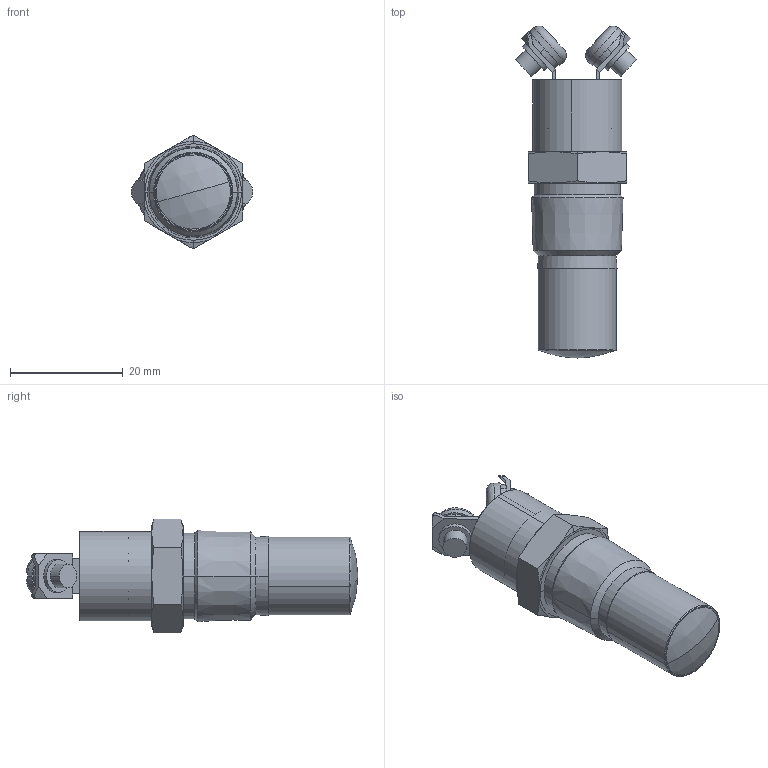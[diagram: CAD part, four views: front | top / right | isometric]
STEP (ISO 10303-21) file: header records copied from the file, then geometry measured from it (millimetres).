
FILE_DESCRIPTION (( 'STEP AP214' ), '1' );
FILE_NAME ('051AAA080A-060A.STEP', '2018-02-12T19:25:24', ( '' ), ( '' ), 'SwSTEP 2.0', 'SolidWorks 2015', '' );
FILE_SCHEMA (( 'AUTOMOTIVE_DESIGN' ));
Length unit declared in the file: inch
Products named in the file (1): 051AAA080A-060A
Bounding box: 21.49 x 58.87 x 20.18 mm (x, y, z)
Surface area: 4210.7 mm2 (no closed solid volume)
Topology: 0 solids, 10 shells, 125 faces, 340 edges, 225 vertices
Faces by surface type: plane 67, cylinder 34, cone 16, torus 6, sphere 2
Entity records: 5717 total; most frequent: CARTESIAN_POINT 963, DIRECTION 656, ORIENTED_EDGE 602, EDGE_CURVE 340, AXIS2_PLACEMENT_3D 242, VERTEX_POINT 225, VECTOR 172, LINE 172
